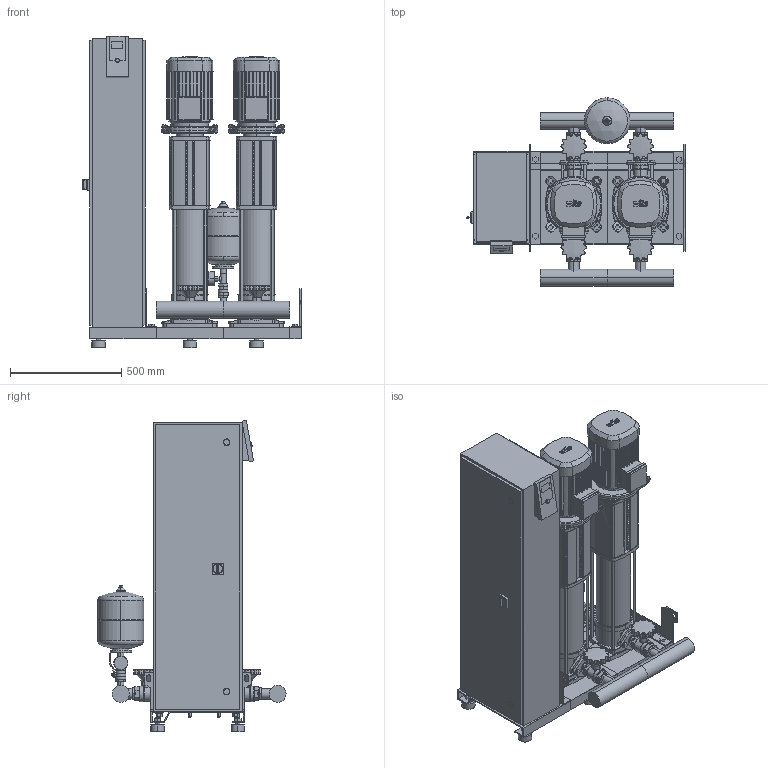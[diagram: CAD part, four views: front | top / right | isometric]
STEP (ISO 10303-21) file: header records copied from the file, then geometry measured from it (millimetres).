
FILE_DESCRIPTION((''),'2;1');
FILE_NAME('3d_SiBoostSmart2HELIXV1013-2536086.stp','2016-01-25T10:18:42',(''),(''),'Mechanical Desktop 2009','Mechanical Desktop 2009',', , ');
FILE_SCHEMA(('CONFIG_CONTROL_DESIGN'));
Length unit declared in the file: millimetre
Products named in the file (1): Product
Bounding box: 980 x 845.05 x 1398.4 mm (x, y, z)
Volume: 207491411.3 mm3; surface area: 10600134 mm2
Topology: 123 solids, 123 shells, 4136 faces, 10822 edges, 7092 vertices
Faces by surface type: plane 1751, bspline 1209, cylinder 926, cone 162, torus 70, sphere 18
Entity records: 135384 total; most frequent: CARTESIAN_POINT 34040, ORIENTED_EDGE 21620, DIRECTION 19406, EDGE_CURVE 10810, VECTOR 7198, LINE 7198, VERTEX_POINT 7088, AXIS2_PLACEMENT_3D 6104
